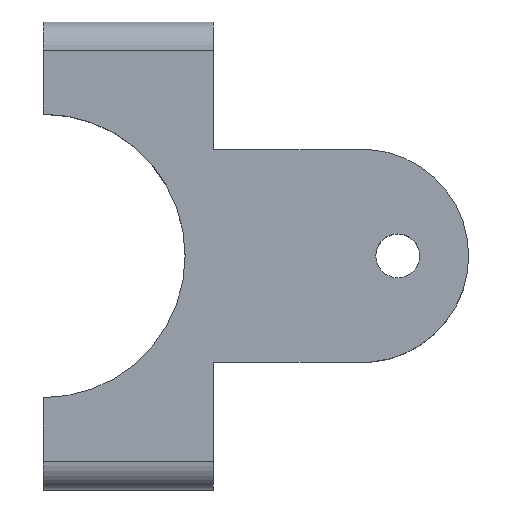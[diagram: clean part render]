
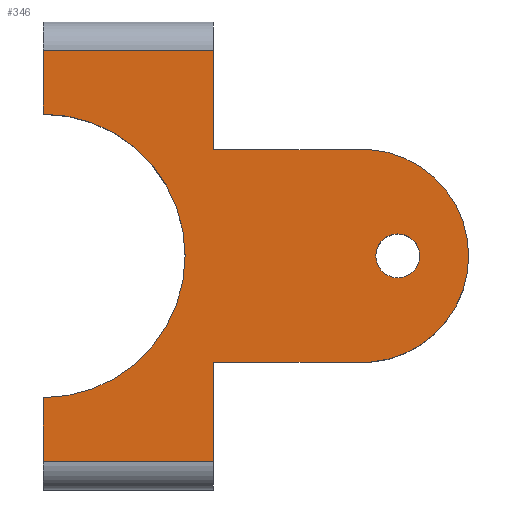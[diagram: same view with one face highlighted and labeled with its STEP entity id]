
A CAD part, top view. The second image highlights one B-rep face of the part: STEP entity #346.
In plain terms, the highlighted planar face has unit normal (0, 0, 1).
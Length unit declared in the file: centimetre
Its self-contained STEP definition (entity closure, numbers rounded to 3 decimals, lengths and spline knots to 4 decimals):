
#14=FACE_BOUND($,#54,.T.);
#15=FACE_BOUND($,#55,.T.);
#26=PLANE($,#373);
#54=EDGE_LOOP($,(#250));
#55=EDGE_LOOP($,(#251,#252,#253,#254,#255,#256,#257,#258,#259,#260));
#79=CIRCLE($,#367,1.);
#84=CIRCLE($,#374,0.155);
#85=CIRCLE($,#375,0.7518);
#99=LINE($,#521,#129);
#102=LINE($,#535,#132);
#103=LINE($,#537,#133);
#104=LINE($,#539,#134);
#105=LINE($,#541,#135);
#106=LINE($,#545,#136);
#107=LINE($,#547,#137);
#108=LINE($,#548,#138);
#129=VECTOR($,#415,0.45);
#132=VECTOR($,#428,0.45);
#133=VECTOR($,#429,1.2);
#134=VECTOR($,#430,0.7);
#135=VECTOR($,#431,1.1001);
#136=VECTOR($,#434,1.1001);
#137=VECTOR($,#435,0.7);
#138=VECTOR($,#436,1.2);
#157=VERTEX_POINT($,#511);
#159=VERTEX_POINT($,#514);
#161=VERTEX_POINT($,#520);
#166=VERTEX_POINT($,#532);
#167=VERTEX_POINT($,#534);
#168=VERTEX_POINT($,#536);
#169=VERTEX_POINT($,#538);
#170=VERTEX_POINT($,#540);
#171=VERTEX_POINT($,#542);
#172=VERTEX_POINT($,#544);
#173=VERTEX_POINT($,#546);
#192=EDGE_CURVE($,#157,#159,#79,.T.);
#195=EDGE_CURVE($,#161,#159,#99,.T.);
#201=EDGE_CURVE($,#166,#166,#84,.T.);
#202=EDGE_CURVE($,#157,#167,#102,.T.);
#203=EDGE_CURVE($,#168,#167,#103,.T.);
#204=EDGE_CURVE($,#168,#169,#104,.F.);
#205=EDGE_CURVE($,#169,#170,#105,.T.);
#206=EDGE_CURVE($,#170,#171,#85,.T.);
#207=EDGE_CURVE($,#171,#172,#106,.T.);
#208=EDGE_CURVE($,#172,#173,#107,.F.);
#209=EDGE_CURVE($,#161,#173,#108,.T.);
#250=ORIENTED_EDGE($,*,*,#201,.F.);
#251=ORIENTED_EDGE($,*,*,#192,.F.);
#252=ORIENTED_EDGE($,*,*,#202,.T.);
#253=ORIENTED_EDGE($,*,*,#203,.F.);
#254=ORIENTED_EDGE($,*,*,#204,.T.);
#255=ORIENTED_EDGE($,*,*,#205,.T.);
#256=ORIENTED_EDGE($,*,*,#206,.T.);
#257=ORIENTED_EDGE($,*,*,#207,.T.);
#258=ORIENTED_EDGE($,*,*,#208,.T.);
#259=ORIENTED_EDGE($,*,*,#209,.F.);
#260=ORIENTED_EDGE($,*,*,#195,.T.);
#346=ADVANCED_FACE($,(#14,#15),#26,.F.);
#367=AXIS2_PLACEMENT_3D($,#515,#408,#409);
#373=AXIS2_PLACEMENT_3D($,#531,#424,#425);
#374=AXIS2_PLACEMENT_3D($,#533,#426,#427);
#375=AXIS2_PLACEMENT_3D($,#543,#432,#433);
#408=DIRECTION('center_axis',(0.,0.,1.));
#409=DIRECTION('ref_axis',(1.,0.,0.));
#415=DIRECTION($,(0.,-1.,0.));
#424=DIRECTION('center_axis',(0.,0.,-1.));
#425=DIRECTION('ref_axis',(-1.,0.,0.));
#426=DIRECTION('center_axis',(0.,0.,1.));
#427=DIRECTION('ref_axis',(0.,-1.,0.));
#428=DIRECTION($,(0.,-1.,0.));
#429=DIRECTION($,(-1.,0.,0.));
#430=DIRECTION($,(0.,-1.,0.));
#431=DIRECTION($,(1.,0.,0.));
#432=DIRECTION('center_axis',(0.,0.,1.));
#433=DIRECTION('ref_axis',(0.,1.,0.));
#434=DIRECTION($,(-1.,0.,0.));
#435=DIRECTION($,(0.,-1.,0.));
#436=DIRECTION($,(1.,0.,0.));
#511=CARTESIAN_POINT('',(-5.9222,4.0767,1.));
#514=CARTESIAN_POINT('',(-5.9222,6.0767,1.));
#515=CARTESIAN_POINT('Origin',(-5.9222,5.0767,1.));
#520=CARTESIAN_POINT('',(-5.9222,6.5267,1.));
#521=CARTESIAN_POINT($,(-5.9222,6.5267,1.));
#531=CARTESIAN_POINT('Origin',(-5.9222,5.0767,1.));
#532=CARTESIAN_POINT('',(-3.4222,4.9217,1.));
#533=CARTESIAN_POINT('Origin',(-3.4222,5.0767,1.));
#534=CARTESIAN_POINT('',(-5.9222,3.6267,1.));
#535=CARTESIAN_POINT($,(-5.9222,6.5267,1.));
#536=CARTESIAN_POINT('',(-4.7222,3.6267,1.));
#537=CARTESIAN_POINT($,(-5.9222,3.6267,1.));
#538=CARTESIAN_POINT('',(-4.7222,4.3267,1.));
#539=CARTESIAN_POINT($,(-4.7222,4.3517,1.));
#540=CARTESIAN_POINT('',(-3.6221,4.3267,1.));
#541=CARTESIAN_POINT($,(-4.9222,4.3267,1.));
#542=CARTESIAN_POINT('',(-3.6221,5.8267,1.));
#543=CARTESIAN_POINT('Origin',(-3.674,5.0767,1.));
#544=CARTESIAN_POINT('',(-4.7222,5.8267,1.));
#545=CARTESIAN_POINT($,(-3.6221,5.8267,1.));
#546=CARTESIAN_POINT('',(-4.7222,6.5267,1.));
#547=CARTESIAN_POINT($,(-4.7222,5.4517,1.));
#548=CARTESIAN_POINT($,(-5.4222,6.5267,1.));
